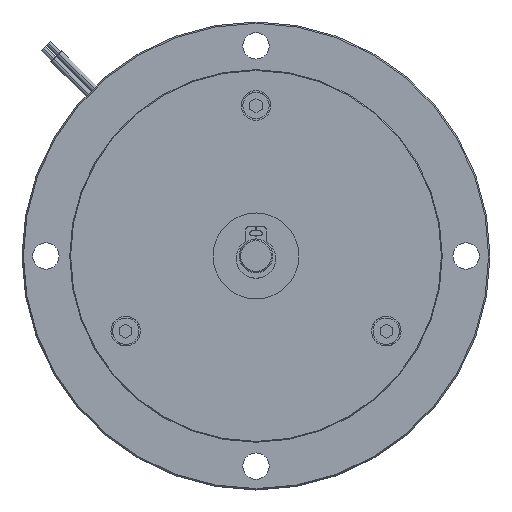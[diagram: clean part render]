
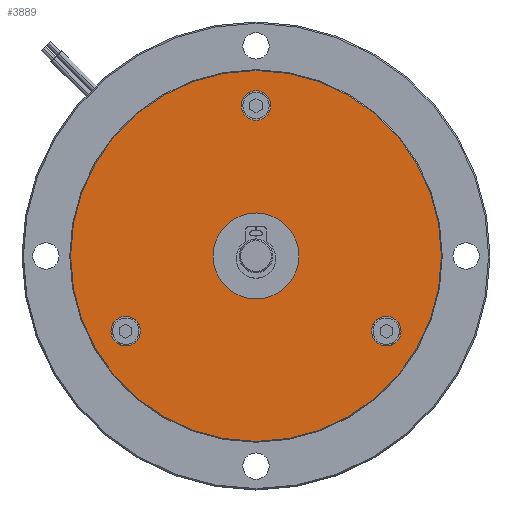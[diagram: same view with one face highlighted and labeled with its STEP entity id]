
A CAD part, top view. The second image highlights one B-rep face of the part: STEP entity #3889.
In plain terms, the highlighted planar face has unit normal (0, 0, 1).
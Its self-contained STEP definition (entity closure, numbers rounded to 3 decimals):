
#23 = DIRECTION ( 'NONE',  ( 0., 0., 1. ) ) ;
#79 = VERTEX_POINT ( 'NONE', #3268 ) ;
#226 = CIRCLE ( 'NONE', #5219, 38.827 ) ;
#316 = EDGE_CURVE ( 'NONE', #6196, #5586, #3648, .T. ) ;
#321 = VERTEX_POINT ( 'NONE', #3750 ) ;
#329 = VERTEX_POINT ( 'NONE', #1861 ) ;
#339 = VERTEX_POINT ( 'NONE', #4725 ) ;
#340 = EDGE_LOOP ( 'NONE', ( #4556, #5961 ) ) ;
#374 = CIRCLE ( 'NONE', #1265, 9. ) ;
#444 = CIRCLE ( 'NONE', #4325, 3.1 ) ;
#473 = AXIS2_PLACEMENT_3D ( 'NONE', #4921, #2041, #5395 ) ;
#484 = ORIENTED_EDGE ( 'NONE', *, *, #6088, .F. ) ;
#528 = CARTESIAN_POINT ( 'NONE',  ( 30.38, -15.75, 6. ) ) ;
#566 = CARTESIAN_POINT ( 'NONE',  ( -27.28, -15.75, 6. ) ) ;
#617 = FACE_BOUND ( 'NONE', #1698, .T. ) ;
#636 = DIRECTION ( 'NONE',  ( 0., 0., 1. ) ) ;
#727 = DIRECTION ( 'NONE',  ( 1., 0., 0. ) ) ;
#889 = CIRCLE ( 'NONE', #1883, 3.1 ) ;
#1057 = DIRECTION ( 'NONE',  ( 1., 0., 0. ) ) ;
#1074 = CIRCLE ( 'NONE', #1584, 3.1 ) ;
#1192 = DIRECTION ( 'NONE',  ( 0., 0., 1. ) ) ;
#1231 = EDGE_LOOP ( 'NONE', ( #3239, #5941 ) ) ;
#1265 = AXIS2_PLACEMENT_3D ( 'NONE', #4058, #1192, #4547 ) ;
#1272 = DIRECTION ( 'NONE',  ( 0., 0., 1. ) ) ;
#1312 = CARTESIAN_POINT ( 'NONE',  ( -3.1, 31.5, 6. ) ) ;
#1434 = CARTESIAN_POINT ( 'NONE',  ( -24.18, -15.75, 6. ) ) ;
#1451 = CARTESIAN_POINT ( 'NONE',  ( -30.38, -15.75, 6. ) ) ;
#1584 = AXIS2_PLACEMENT_3D ( 'NONE', #2561, #5915, #3041 ) ;
#1675 = AXIS2_PLACEMENT_3D ( 'NONE', #6156, #2814, #5671 ) ;
#1698 = EDGE_LOOP ( 'NONE', ( #5646, #3027 ) ) ;
#1861 = CARTESIAN_POINT ( 'NONE',  ( -38.827, 0., 6. ) ) ;
#1883 = AXIS2_PLACEMENT_3D ( 'NONE', #2895, #23, #3363 ) ;
#1885 = FACE_BOUND ( 'NONE', #3402, .T. ) ;
#2034 = FACE_OUTER_BOUND ( 'NONE', #340, .T. ) ;
#2041 = DIRECTION ( 'NONE',  ( 0., 0., 1. ) ) ;
#2108 = VERTEX_POINT ( 'NONE', #1434 ) ;
#2142 = CARTESIAN_POINT ( 'NONE',  ( 0., 0., 6. ) ) ;
#2340 = ORIENTED_EDGE ( 'NONE', *, *, #316, .F. ) ;
#2535 = CARTESIAN_POINT ( 'NONE',  ( 3.1, 31.5, 6. ) ) ;
#2561 = CARTESIAN_POINT ( 'NONE',  ( 27.28, -15.75, 6. ) ) ;
#2640 = PLANE ( 'NONE',  #5747 ) ;
#2688 = CIRCLE ( 'NONE', #473, 9. ) ;
#2779 = AXIS2_PLACEMENT_3D ( 'NONE', #4454, #4367, #5911 ) ;
#2814 = DIRECTION ( 'NONE',  ( 0., 0., 1. ) ) ;
#2895 = CARTESIAN_POINT ( 'NONE',  ( -27.28, -15.75, 6. ) ) ;
#2901 = VERTEX_POINT ( 'NONE', #528 ) ;
#3027 = ORIENTED_EDGE ( 'NONE', *, *, #3360, .F. ) ;
#3041 = DIRECTION ( 'NONE',  ( 1., 0., 0. ) ) ;
#3127 = VERTEX_POINT ( 'NONE', #5170 ) ;
#3164 = FACE_BOUND ( 'NONE', #5708, .T. ) ;
#3208 = EDGE_CURVE ( 'NONE', #3127, #329, #6115, .T. ) ;
#3239 = ORIENTED_EDGE ( 'NONE', *, *, #5436, .F. ) ;
#3268 = CARTESIAN_POINT ( 'NONE',  ( 24.18, -15.75, 6. ) ) ;
#3360 = EDGE_CURVE ( 'NONE', #79, #2901, #4094, .T. ) ;
#3363 = DIRECTION ( 'NONE',  ( 1., 0., 0. ) ) ;
#3402 = EDGE_LOOP ( 'NONE', ( #2340, #5593 ) ) ;
#3506 = CARTESIAN_POINT ( 'NONE',  ( 0., 0., 6. ) ) ;
#3587 = DIRECTION ( 'NONE',  ( 0., 0., 1. ) ) ;
#3648 = CIRCLE ( 'NONE', #1675, 3.1 ) ;
#3750 = CARTESIAN_POINT ( 'NONE',  ( 9., 0., 6. ) ) ;
#3759 = EDGE_CURVE ( 'NONE', #2901, #79, #1074, .T. ) ;
#3767 = AXIS2_PLACEMENT_3D ( 'NONE', #4143, #1272, #4630 ) ;
#3889 = ADVANCED_FACE ( 'NONE', ( #2034, #617, #3164, #1885, #5554 ), #2640, .T. ) ;
#3919 = DIRECTION ( 'NONE',  ( 0., 0., 1. ) ) ;
#3995 = DIRECTION ( 'NONE',  ( 1., 0., 0. ) ) ;
#4058 = CARTESIAN_POINT ( 'NONE',  ( 0., 0., 6. ) ) ;
#4094 = CIRCLE ( 'NONE', #2779, 3.1 ) ;
#4143 = CARTESIAN_POINT ( 'NONE',  ( 0., 31.5, 6. ) ) ;
#4164 = VERTEX_POINT ( 'NONE', #1451 ) ;
#4325 = AXIS2_PLACEMENT_3D ( 'NONE', #566, #3919, #1057 ) ;
#4367 = DIRECTION ( 'NONE',  ( 0., 0., 1. ) ) ;
#4454 = CARTESIAN_POINT ( 'NONE',  ( 27.28, -15.75, 6. ) ) ;
#4460 = EDGE_CURVE ( 'NONE', #5586, #6196, #4659, .T. ) ;
#4547 = DIRECTION ( 'NONE',  ( 1., 0., 0. ) ) ;
#4556 = ORIENTED_EDGE ( 'NONE', *, *, #5947, .T. ) ;
#4630 = DIRECTION ( 'NONE',  ( 1., 0., 0. ) ) ;
#4659 = CIRCLE ( 'NONE', #3767, 3.1 ) ;
#4725 = CARTESIAN_POINT ( 'NONE',  ( -9., 0., 6. ) ) ;
#4735 = EDGE_CURVE ( 'NONE', #2108, #4164, #444, .T. ) ;
#4832 = AXIS2_PLACEMENT_3D ( 'NONE', #5346, #5879, #5097 ) ;
#4921 = CARTESIAN_POINT ( 'NONE',  ( 0., 0., 6. ) ) ;
#5097 = DIRECTION ( 'NONE',  ( 1., 0., 0. ) ) ;
#5130 = ORIENTED_EDGE ( 'NONE', *, *, #4735, .F. ) ;
#5170 = CARTESIAN_POINT ( 'NONE',  ( 38.827, 0., 6. ) ) ;
#5219 = AXIS2_PLACEMENT_3D ( 'NONE', #3506, #636, #3995 ) ;
#5346 = CARTESIAN_POINT ( 'NONE',  ( 0., 0., 6. ) ) ;
#5395 = DIRECTION ( 'NONE',  ( 1., 0., 0. ) ) ;
#5436 = EDGE_CURVE ( 'NONE', #321, #339, #374, .T. ) ;
#5554 = FACE_BOUND ( 'NONE', #1231, .T. ) ;
#5586 = VERTEX_POINT ( 'NONE', #1312 ) ;
#5593 = ORIENTED_EDGE ( 'NONE', *, *, #4460, .F. ) ;
#5646 = ORIENTED_EDGE ( 'NONE', *, *, #3759, .F. ) ;
#5671 = DIRECTION ( 'NONE',  ( 1., 0., 0. ) ) ;
#5708 = EDGE_LOOP ( 'NONE', ( #5130, #484 ) ) ;
#5747 = AXIS2_PLACEMENT_3D ( 'NONE', #2142, #3587, #727 ) ;
#5879 = DIRECTION ( 'NONE',  ( 0., 0., 1. ) ) ;
#5911 = DIRECTION ( 'NONE',  ( 1., 0., 0. ) ) ;
#5915 = DIRECTION ( 'NONE',  ( 0., 0., 1. ) ) ;
#5941 = ORIENTED_EDGE ( 'NONE', *, *, #6176, .F. ) ;
#5947 = EDGE_CURVE ( 'NONE', #329, #3127, #226, .T. ) ;
#5961 = ORIENTED_EDGE ( 'NONE', *, *, #3208, .T. ) ;
#6088 = EDGE_CURVE ( 'NONE', #4164, #2108, #889, .T. ) ;
#6115 = CIRCLE ( 'NONE', #4832, 38.827 ) ;
#6156 = CARTESIAN_POINT ( 'NONE',  ( 0., 31.5, 6. ) ) ;
#6176 = EDGE_CURVE ( 'NONE', #339, #321, #2688, .T. ) ;
#6196 = VERTEX_POINT ( 'NONE', #2535 ) ;
